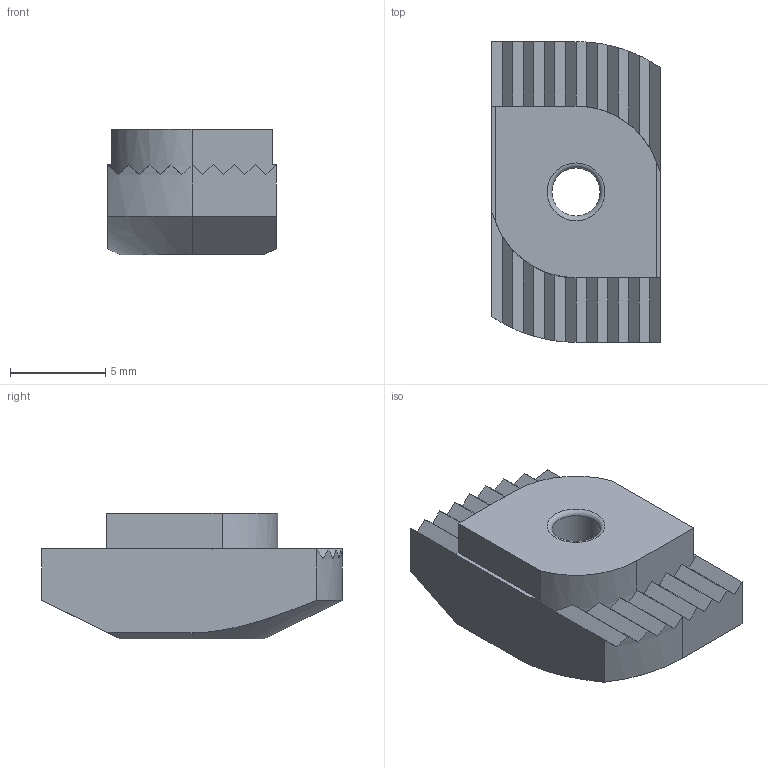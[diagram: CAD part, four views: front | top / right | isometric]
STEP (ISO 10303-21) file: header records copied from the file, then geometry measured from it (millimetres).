
FILE_DESCRIPTION(/* description */ (''),/* implementation_level */ '2;1');
FILE_NAME(/* name */ 'T_Slot_Nut_Dropin_3030 m3 v4.step',/* time_stamp */ '2020-06-09T23:11:38+01:00',/* author */ (''),/* organization */ (''),/* preprocessor_version */ 'ST-DEVELOPER v18.1',/* originating_system */ 'Autodesk Translation Framework v9.3.0.1241',/* authorisation */ '');
FILE_SCHEMA (('AUTOMOTIVE_DESIGN { 1 0 10303 214 3 1 1 }'));
Length unit declared in the file: millimetre
Products named in the file (1): T_Slot_Nut_Dropin_3030 m3
Bounding box: 8.85 x 15.75 x 6.6 mm (x, y, z)
Volume: 635.7 mm3; surface area: 566.8 mm2
Topology: 1 solids, 1 shells, 60 faces, 159 edges, 102 vertices
Faces by surface type: plane 51, cylinder 5, cone 3, torus 1
Full cylindrical faces by diameter (mm): 2.529 x1
Entity records: 1894 total; most frequent: CARTESIAN_POINT 326, DIRECTION 324, ORIENTED_EDGE 318, EDGE_CURVE 159, LINE 112, VECTOR 112, AXIS2_PLACEMENT_3D 106, VERTEX_POINT 102
